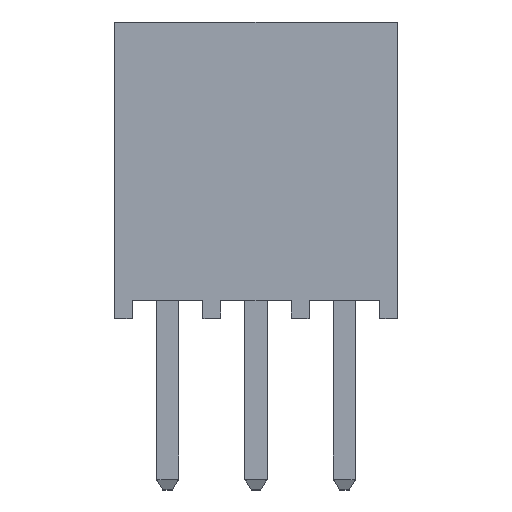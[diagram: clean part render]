
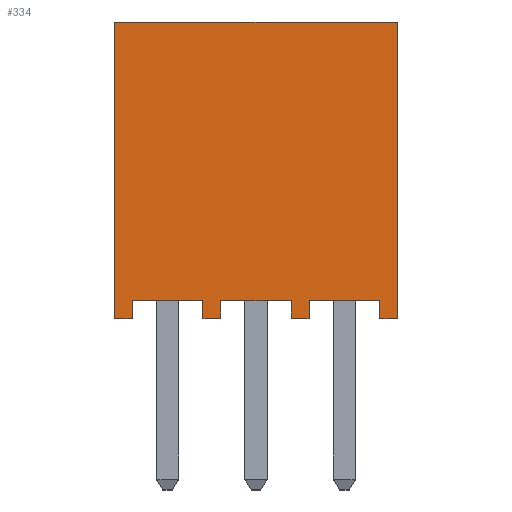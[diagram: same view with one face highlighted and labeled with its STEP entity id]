
A CAD part, top view. The second image highlights one B-rep face of the part: STEP entity #334.
In plain terms, the highlighted planar face has unit normal (0, 0, 1).
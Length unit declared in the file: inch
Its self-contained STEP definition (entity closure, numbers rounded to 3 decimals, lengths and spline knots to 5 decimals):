
#334 = ADVANCED_FACE( '', ( #667 ), #668, .F. );
#667 = FACE_OUTER_BOUND( '', #1005, .T. );
#668 = PLANE( '', #1006 );
#1005 = EDGE_LOOP( '', ( #1828, #1829, #1830, #1831, #1832, #1833, #1834, #1835, #1836, #1837, #1838, #1839, #1840, #1841, #1842, #1843 ) );
#1006 = AXIS2_PLACEMENT_3D( '', #1844, #1845, #1846 );
#1828 = ORIENTED_EDGE( '', *, *, #2154, .F. );
#1829 = ORIENTED_EDGE( '', *, *, #2371, .T. );
#1830 = ORIENTED_EDGE( '', *, *, #2298, .F. );
#1831 = ORIENTED_EDGE( '', *, *, #2250, .F. );
#1832 = ORIENTED_EDGE( '', *, *, #2208, .T. );
#1833 = ORIENTED_EDGE( '', *, *, #2374, .T. );
#1834 = ORIENTED_EDGE( '', *, *, #2382, .F. );
#1835 = ORIENTED_EDGE( '', *, *, #2378, .F. );
#1836 = ORIENTED_EDGE( '', *, *, #2040, .F. );
#1837 = ORIENTED_EDGE( '', *, *, #2301, .T. );
#1838 = ORIENTED_EDGE( '', *, *, #2383, .F. );
#1839 = ORIENTED_EDGE( '', *, *, #2270, .F. );
#1840 = ORIENTED_EDGE( '', *, *, #2064, .F. );
#1841 = ORIENTED_EDGE( '', *, *, #2118, .T. );
#1842 = ORIENTED_EDGE( '', *, *, #2384, .F. );
#1843 = ORIENTED_EDGE( '', *, *, #2385, .F. );
#1844 = CARTESIAN_POINT( '', ( -0.16, 0.335, 0.0975 ) );
#1845 = DIRECTION( '', ( 0., 0., -1. ) );
#1846 = DIRECTION( '', ( -1., 0., 0. ) );
#2040 = EDGE_CURVE( '', #2423, #2425, #2426, .T. );
#2064 = EDGE_CURVE( '', #2465, #2467, #2468, .T. );
#2118 = EDGE_CURVE( '', #2465, #2559, #2562, .T. );
#2154 = EDGE_CURVE( '', #2621, #2623, #2624, .T. );
#2208 = EDGE_CURVE( '', #2710, #2708, #2711, .T. );
#2250 = EDGE_CURVE( '', #2710, #2770, #2771, .T. );
#2270 = EDGE_CURVE( '', #2467, #2800, #2801, .T. );
#2298 = EDGE_CURVE( '', #2770, #2837, #2839, .T. );
#2301 = EDGE_CURVE( '', #2423, #2841, #2843, .T. );
#2371 = EDGE_CURVE( '', #2621, #2837, #2930, .T. );
#2374 = EDGE_CURVE( '', #2708, #2932, #2934, .T. );
#2378 = EDGE_CURVE( '', #2425, #2938, #2939, .T. );
#2382 = EDGE_CURVE( '', #2938, #2932, #2943, .T. );
#2383 = EDGE_CURVE( '', #2800, #2841, #2944, .T. );
#2384 = EDGE_CURVE( '', #2945, #2559, #2946, .T. );
#2385 = EDGE_CURVE( '', #2623, #2945, #2947, .T. );
#2423 = VERTEX_POINT( '', #2990 );
#2425 = VERTEX_POINT( '', #2993 );
#2426 = LINE( '', #2994, #2995 );
#2465 = VERTEX_POINT( '', #3051 );
#2467 = VERTEX_POINT( '', #3054 );
#2468 = LINE( '', #3055, #3056 );
#2559 = VERTEX_POINT( '', #3188 );
#2562 = LINE( '', #3192, #3193 );
#2621 = VERTEX_POINT( '', #3279 );
#2623 = VERTEX_POINT( '', #3282 );
#2624 = LINE( '', #3283, #3284 );
#2708 = VERTEX_POINT( '', #3409 );
#2710 = VERTEX_POINT( '', #3412 );
#2711 = LINE( '', #3413, #3414 );
#2770 = VERTEX_POINT( '', #3508 );
#2771 = LINE( '', #3509, #3510 );
#2800 = VERTEX_POINT( '', #3554 );
#2801 = LINE( '', #3555, #3556 );
#2837 = VERTEX_POINT( '', #3610 );
#2839 = LINE( '', #3613, #3614 );
#2841 = VERTEX_POINT( '', #3616 );
#2843 = LINE( '', #3619, #3620 );
#2930 = LINE( '', #3751, #3752 );
#2932 = VERTEX_POINT( '', #3754 );
#2934 = LINE( '', #3757, #3758 );
#2938 = VERTEX_POINT( '', #3764 );
#2939 = LINE( '', #3765, #3766 );
#2943 = LINE( '', #3771, #3772 );
#2944 = LINE( '', #3773, #3774 );
#2945 = VERTEX_POINT( '', #3775 );
#2946 = LINE( '', #3776, #3777 );
#2947 = LINE( '', #3778, #3779 );
#2990 = CARTESIAN_POINT( '', ( -0.06, 0., 0.0975 ) );
#2993 = CARTESIAN_POINT( '', ( -0.06, 0.02, 0.0975 ) );
#2994 = CARTESIAN_POINT( '', ( -0.06, 0.335, 0.0975 ) );
#2995 = VECTOR( '', #3816, 39.37008 );
#3051 = CARTESIAN_POINT( '', ( 0.04, 0., 0.0975 ) );
#3054 = CARTESIAN_POINT( '', ( 0.04, 0.02, 0.0975 ) );
#3055 = CARTESIAN_POINT( '', ( 0.04, 0.335, 0.0975 ) );
#3056 = VECTOR( '', #3835, 39.37008 );
#3188 = CARTESIAN_POINT( '', ( 0.06, 0., 0.0975 ) );
#3192 = CARTESIAN_POINT( '', ( -0.16, 0., 0.0975 ) );
#3193 = VECTOR( '', #3878, 39.37008 );
#3279 = CARTESIAN_POINT( '', ( 0.14, 0., 0.0975 ) );
#3282 = CARTESIAN_POINT( '', ( 0.14, 0.02, 0.0975 ) );
#3283 = CARTESIAN_POINT( '', ( 0.14, 0.335, 0.0975 ) );
#3284 = VECTOR( '', #3907, 39.37008 );
#3409 = CARTESIAN_POINT( '', ( -0.16, 0., 0.0975 ) );
#3412 = CARTESIAN_POINT( '', ( -0.16, 0.335, 0.0975 ) );
#3413 = CARTESIAN_POINT( '', ( -0.16, 0.335, 0.0975 ) );
#3414 = VECTOR( '', #3950, 39.37008 );
#3508 = CARTESIAN_POINT( '', ( 0.16, 0.335, 0.0975 ) );
#3509 = CARTESIAN_POINT( '', ( -0.16, 0.335, 0.0975 ) );
#3510 = VECTOR( '', #3986, 39.37008 );
#3554 = CARTESIAN_POINT( '', ( -0.04, 0.02, 0.0975 ) );
#3555 = CARTESIAN_POINT( '', ( -0.16, 0.02, 0.0975 ) );
#3556 = VECTOR( '', #4002, 39.37008 );
#3610 = CARTESIAN_POINT( '', ( 0.16, 0., 0.0975 ) );
#3613 = CARTESIAN_POINT( '', ( 0.16, 0.335, 0.0975 ) );
#3614 = VECTOR( '', #4022, 39.37008 );
#3616 = CARTESIAN_POINT( '', ( -0.04, 0., 0.0975 ) );
#3619 = CARTESIAN_POINT( '', ( -0.16, 0., 0.0975 ) );
#3620 = VECTOR( '', #4024, 39.37008 );
#3751 = CARTESIAN_POINT( '', ( -0.16, 0., 0.0975 ) );
#3752 = VECTOR( '', #4069, 39.37008 );
#3754 = CARTESIAN_POINT( '', ( -0.14, 0., 0.0975 ) );
#3757 = CARTESIAN_POINT( '', ( -0.16, 0., 0.0975 ) );
#3758 = VECTOR( '', #4071, 39.37008 );
#3764 = CARTESIAN_POINT( '', ( -0.14, 0.02, 0.0975 ) );
#3765 = CARTESIAN_POINT( '', ( -0.16, 0.02, 0.0975 ) );
#3766 = VECTOR( '', #4074, 39.37008 );
#3771 = CARTESIAN_POINT( '', ( -0.14, 0.335, 0.0975 ) );
#3772 = VECTOR( '', #4076, 39.37008 );
#3773 = CARTESIAN_POINT( '', ( -0.04, 0.335, 0.0975 ) );
#3774 = VECTOR( '', #4077, 39.37008 );
#3775 = CARTESIAN_POINT( '', ( 0.06, 0.02, 0.0975 ) );
#3776 = CARTESIAN_POINT( '', ( 0.06, 0.335, 0.0975 ) );
#3777 = VECTOR( '', #4078, 39.37008 );
#3778 = CARTESIAN_POINT( '', ( -0.16, 0.02, 0.0975 ) );
#3779 = VECTOR( '', #4079, 39.37008 );
#3816 = DIRECTION( '', ( 0., 1., 0. ) );
#3835 = DIRECTION( '', ( 0., 1., 0. ) );
#3878 = DIRECTION( '', ( 1., 0., 0. ) );
#3907 = DIRECTION( '', ( 0., 1., 0. ) );
#3950 = DIRECTION( '', ( 0., -1., 0. ) );
#3986 = DIRECTION( '', ( 1., 0., 0. ) );
#4002 = DIRECTION( '', ( -1., 0., 0. ) );
#4022 = DIRECTION( '', ( 0., -1., 0. ) );
#4024 = DIRECTION( '', ( 1., 0., 0. ) );
#4069 = DIRECTION( '', ( 1., 0., 0. ) );
#4071 = DIRECTION( '', ( 1., 0., 0. ) );
#4074 = DIRECTION( '', ( -1., 0., 0. ) );
#4076 = DIRECTION( '', ( 0., -1., 0. ) );
#4077 = DIRECTION( '', ( 0., -1., 0. ) );
#4078 = DIRECTION( '', ( 0., -1., 0. ) );
#4079 = DIRECTION( '', ( -1., 0., 0. ) );
